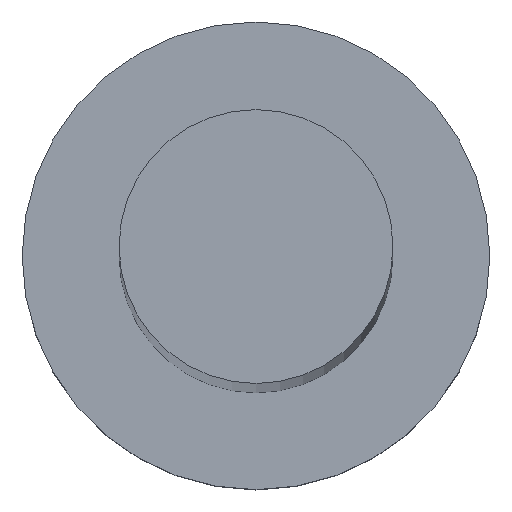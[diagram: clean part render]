
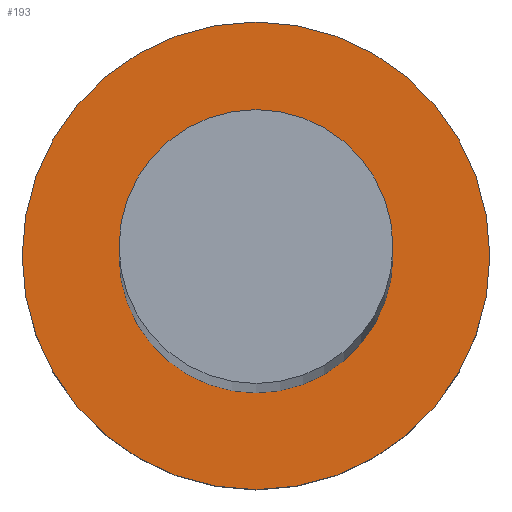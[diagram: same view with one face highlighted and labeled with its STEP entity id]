
A CAD part, top view. The second image highlights one B-rep face of the part: STEP entity #193.
In plain terms, the highlighted planar face has unit normal (0, 0, 1).
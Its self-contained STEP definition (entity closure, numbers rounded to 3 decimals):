
#5 = AXIS2_PLACEMENT_3D ( 'NONE', #138, #216, #44 ) ;
#8 = DIRECTION ( 'NONE',  ( 0., 0., 1. ) ) ;
#13 = AXIS2_PLACEMENT_3D ( 'NONE', #240, #142, #45 ) ;
#15 = VERTEX_POINT ( 'NONE', #202 ) ;
#26 = CARTESIAN_POINT ( 'NONE',  ( -7., 0., 5. ) ) ;
#28 = CIRCLE ( 'NONE', #188, 4.1 ) ;
#33 = VERTEX_POINT ( 'NONE', #205 ) ;
#35 = DIRECTION ( 'NONE',  ( 1., 0., 0. ) ) ;
#44 = DIRECTION ( 'NONE',  ( 1., 0., 0. ) ) ;
#45 = DIRECTION ( 'NONE',  ( 1., 0., 0. ) ) ;
#65 = AXIS2_PLACEMENT_3D ( 'NONE', #161, #230, #35 ) ;
#77 = DIRECTION ( 'NONE',  ( 1., 0., 0. ) ) ;
#82 = EDGE_LOOP ( 'NONE', ( #200, #223 ) ) ;
#83 = CIRCLE ( 'NONE', #13, 7. ) ;
#95 = PLANE ( 'NONE',  #146 ) ;
#99 = ORIENTED_EDGE ( 'NONE', *, *, #209, .T. ) ;
#105 = ORIENTED_EDGE ( 'NONE', *, *, #234, .T. ) ;
#107 = CIRCLE ( 'NONE', #5, 7. ) ;
#114 = FACE_BOUND ( 'NONE', #82, .T. ) ;
#115 = CIRCLE ( 'NONE', #65, 4.1 ) ;
#117 = CARTESIAN_POINT ( 'NONE',  ( 0., 0., 5. ) ) ;
#125 = VERTEX_POINT ( 'NONE', #26 ) ;
#127 = CARTESIAN_POINT ( 'NONE',  ( -4.1, 0., 5. ) ) ;
#138 = CARTESIAN_POINT ( 'NONE',  ( 0., 0., 5. ) ) ;
#142 = DIRECTION ( 'NONE',  ( 0., 0., 1. ) ) ;
#146 = AXIS2_PLACEMENT_3D ( 'NONE', #238, #8, #194 ) ;
#155 = FACE_OUTER_BOUND ( 'NONE', #224, .T. ) ;
#161 = CARTESIAN_POINT ( 'NONE',  ( 0., 0., 5. ) ) ;
#188 = AXIS2_PLACEMENT_3D ( 'NONE', #117, #239, #77 ) ;
#193 = ADVANCED_FACE ( 'NONE', ( #114, #155 ), #95, .T. ) ;
#194 = DIRECTION ( 'NONE',  ( 1., 0., 0. ) ) ;
#197 = EDGE_CURVE ( 'NONE', #247, #15, #28, .T. ) ;
#200 = ORIENTED_EDGE ( 'NONE', *, *, #197, .F. ) ;
#202 = CARTESIAN_POINT ( 'NONE',  ( 4.1, 0., 5. ) ) ;
#205 = CARTESIAN_POINT ( 'NONE',  ( 7., 0., 5. ) ) ;
#209 = EDGE_CURVE ( 'NONE', #125, #33, #107, .T. ) ;
#216 = DIRECTION ( 'NONE',  ( 0., 0., 1. ) ) ;
#223 = ORIENTED_EDGE ( 'NONE', *, *, #237, .F. ) ;
#224 = EDGE_LOOP ( 'NONE', ( #99, #105 ) ) ;
#230 = DIRECTION ( 'NONE',  ( 0., 0., 1. ) ) ;
#234 = EDGE_CURVE ( 'NONE', #33, #125, #83, .T. ) ;
#237 = EDGE_CURVE ( 'NONE', #15, #247, #115, .T. ) ;
#238 = CARTESIAN_POINT ( 'NONE',  ( 0., 0., 5. ) ) ;
#239 = DIRECTION ( 'NONE',  ( 0., 0., 1. ) ) ;
#240 = CARTESIAN_POINT ( 'NONE',  ( 0., 0., 5. ) ) ;
#247 = VERTEX_POINT ( 'NONE', #127 ) ;
